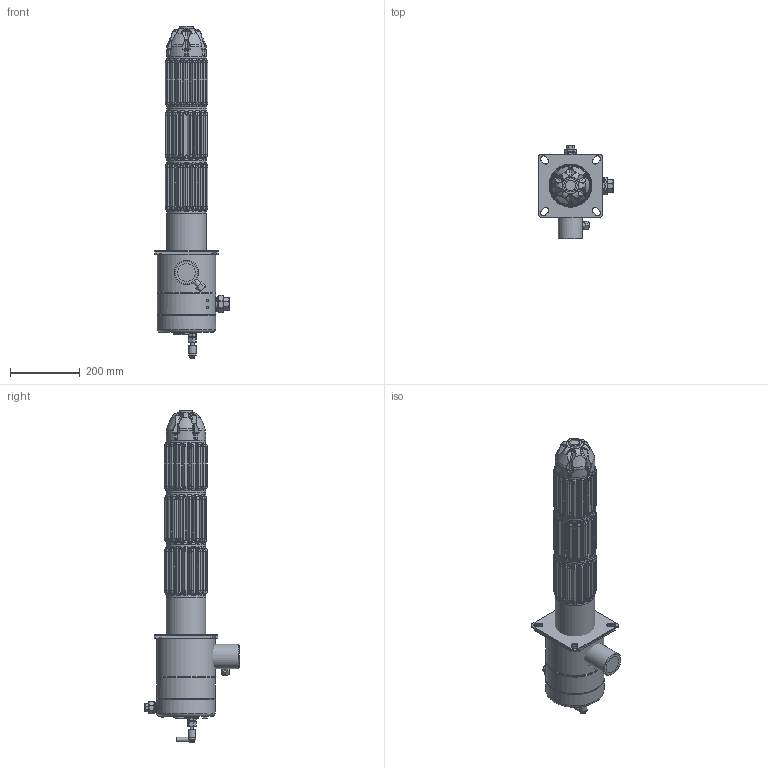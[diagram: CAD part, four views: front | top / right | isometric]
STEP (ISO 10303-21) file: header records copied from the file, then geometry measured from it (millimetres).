
FILE_DESCRIPTION(/* description */ (''),/* implementation_level */ '2;1');
FILE_NAME(/* name */ 'CAD00010790_Shrinkwrap_2.stp',/* time_stamp */ '2020-12-29T10:50:16+01:00',/* author */ ('f.preis'),/* organization */ (''),/* preprocessor_version */ 'ST-DEVELOPER v18.1',/* originating_system */ 'Autodesk Inventor 2021',/* authorisation */ '');
FILE_SCHEMA (('AUTOMOTIVE_DESIGN { 1 0 10303 214 3 1 1 }'));
Products named in the file (1): CAD00010790_Shrinkwrap_2
Bounding box: 213.7 x 269.8 x 952.7 mm (x, y, z)
Volume: 16448543.9 mm3; surface area: 1720120.8 mm2
Topology: 51 solids, 51 shells, 4567 faces, 11125 edges, 6763 vertices
Faces by surface type: bspline 2586, plane 902, cylinder 690, cone 247, torus 134, sphere 8
Full cylindrical faces by diameter (mm): 0.5 x1, 2 x4, 2.5 x4, 4.5 x1, 5 x4, 6 x4, 7 x4, 8 x3, 8.5 x4, 9 x5, 9.73 x4, 9.748 x1, 10 x5, 11.6 x1, 13 x2, 14 x1, 14.5 x1, 15 x1, 15.6 x1, 16 x1, 16.6 x1, 16.66 x1, 16.662 x1, 18 x1, 18.631 x1, 20.955 x1, 21 x1, 21.5 x1, 21.8 x1, 22 x2
Entity records: 180497 total; most frequent: CARTESIAN_POINT 84654, ORIENTED_EDGE 22238, DIRECTION 13475, EDGE_CURVE 11119, VERTEX_POINT 6764, AXIS2_PLACEMENT_3D 5420, B_SPLINE_CURVE_WITH_KNOTS 4769, EDGE_LOOP 4705
